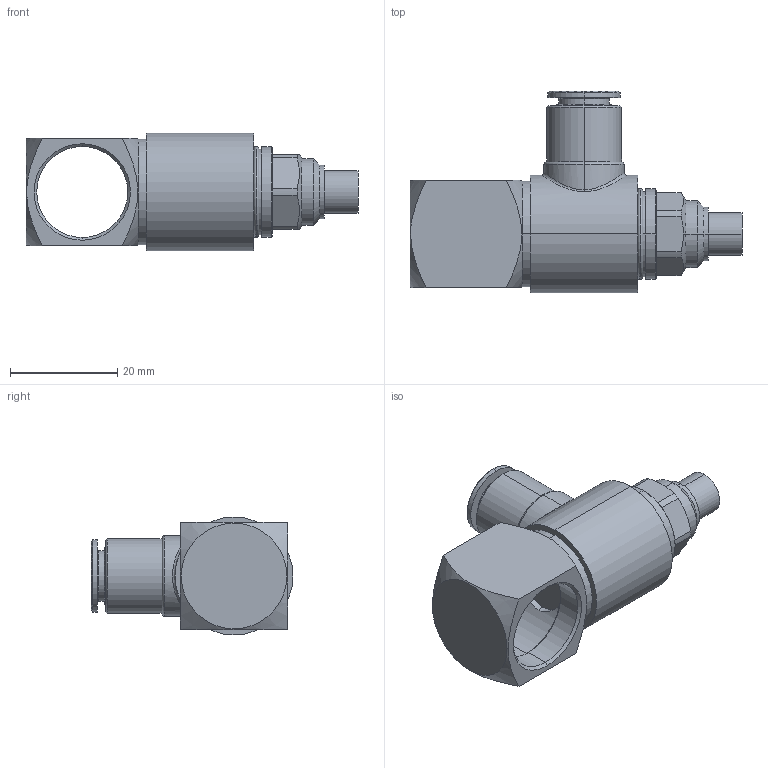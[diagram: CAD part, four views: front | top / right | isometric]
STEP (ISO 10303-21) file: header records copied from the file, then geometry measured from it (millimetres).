
FILE_DESCRIPTION (( 'STEP AP203' ), '1' );
FILE_NAME ('04390U43.STEP', '2011-07-04T15:10:35', ( '' ), ( 'sopra-pneumatic' ), 'SwSTEP 2.0', 'SolidWorks 2011', '' );
FILE_SCHEMA (( 'CONFIG_CONTROL_DESIGN' ));
Length unit declared in the file: millimetre
Products named in the file (1): 04390U43
Bounding box: 62 x 37.7 x 22 mm (x, y, z)
Volume: 15471.6 mm3; surface area: 6827.4 mm2
Topology: 2 solids, 4 shells, 120 faces, 268 edges, 166 vertices
Faces by surface type: cylinder 44, cone 37, plane 33, torus 4, bspline 2
Entity records: 4173 total; most frequent: CARTESIAN_POINT 1439, DIRECTION 568, ORIENTED_EDGE 536, EDGE_CURVE 268, AXIS2_PLACEMENT_3D 229, VERTEX_POINT 166, EDGE_LOOP 132, ADVANCED_FACE 120
